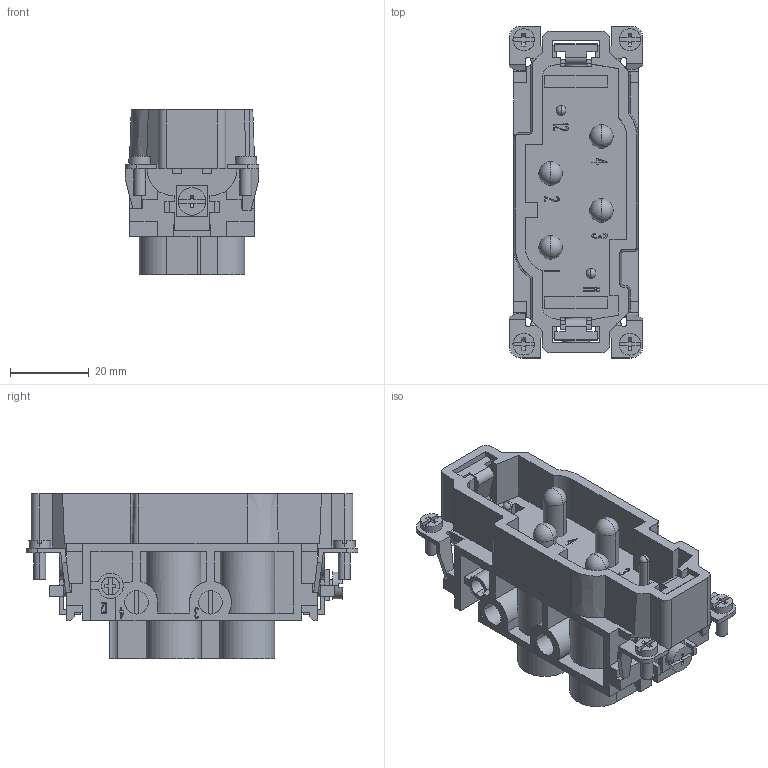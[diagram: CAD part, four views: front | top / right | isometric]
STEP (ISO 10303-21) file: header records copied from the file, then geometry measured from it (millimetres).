
FILE_DESCRIPTION(('Creo Elements/Direct Modeling STEP Export'),'2;1');
FILE_NAME('model.stp','2020-03-25T13:27:48',(''),(''),'Creo Elements/Direct Modeling STEP processor for AP214 (Solid Model)','Creo Elements/Direct Modeling 20.1A 29-Sep-2018 (C) Parametric Technology GmbH','');
FILE_SCHEMA(('AUTOMOTIVE_DESIGN { 1 0 10303 214 1 1 1 1 }'));
Length unit declared in the file: millimetre
Products named in the file (2): HC_K_4_2_ESTS-select
Assembly tree (1 placements, depth 2):
  HC_K_4_2_ESTS-select
    HC_K_4_2_ESTS-select
Bounding box: 34 x 84.5 x 42.25 mm (x, y, z)
Volume: 40296.5 mm3; surface area: 29310.5 mm2
Topology: 1 solids, 1 shells, 1206 faces, 3478 edges, 2308 vertices
Faces by surface type: plane 1016, cylinder 146, cone 22, sphere 12, bspline 6, torus 4
Entity records: 49472 total; most frequent: CARTESIAN_POINT 8249, ORIENTED_EDGE 6924, DIRECTION 5921, EDGE_CURVE 3462, VECTOR 2981, LINE 2981, VERTEX_POINT 2308, AXIS2_PLACEMENT_3D 1470
